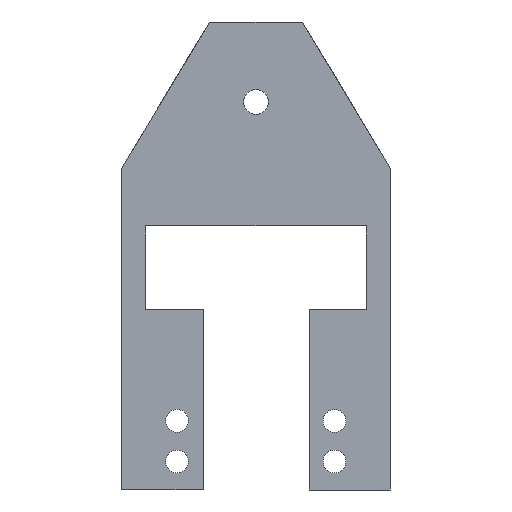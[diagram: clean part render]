
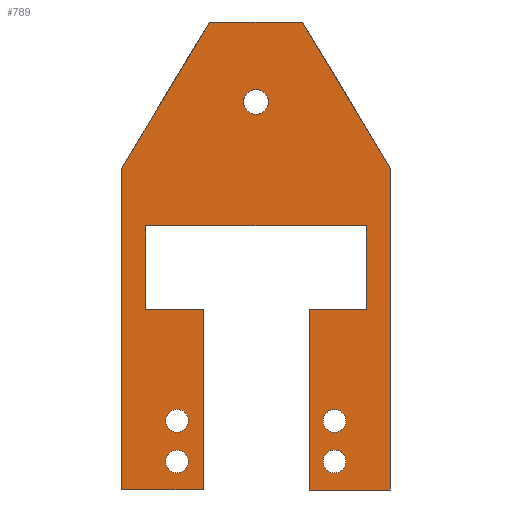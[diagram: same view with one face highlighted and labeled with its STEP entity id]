
A CAD part, front view. The second image highlights one B-rep face of the part: STEP entity #789.
In plain terms, the highlighted planar face has unit normal (0, -1, 0).
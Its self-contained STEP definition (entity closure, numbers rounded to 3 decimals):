
#29=FACE_BOUND('',#113,.T.);
#30=FACE_BOUND('',#114,.T.);
#31=FACE_BOUND('',#115,.T.);
#32=FACE_BOUND('',#116,.T.);
#33=FACE_BOUND('',#117,.T.);
#52=CIRCLE('',#850,1.5);
#53=CIRCLE('',#851,1.4);
#54=CIRCLE('',#852,1.4);
#55=CIRCLE('',#853,1.4);
#56=CIRCLE('',#854,1.4);
#72=FACE_OUTER_BOUND('',#112,.T.);
#112=EDGE_LOOP('',(#541,#542,#543,#544,#545,#546,#547,#548,#549,#550,#551,
#552,#553,#554));
#113=EDGE_LOOP('',(#555));
#114=EDGE_LOOP('',(#556));
#115=EDGE_LOOP('',(#557));
#116=EDGE_LOOP('',(#558));
#117=EDGE_LOOP('',(#559));
#174=LINE('',#1129,#263);
#178=LINE('',#1137,#267);
#179=LINE('',#1139,#268);
#180=LINE('',#1141,#269);
#181=LINE('',#1143,#270);
#182=LINE('',#1145,#271);
#183=LINE('',#1147,#272);
#184=LINE('',#1149,#273);
#185=LINE('',#1151,#274);
#186=LINE('',#1153,#275);
#187=LINE('',#1155,#276);
#188=LINE('',#1157,#277);
#189=LINE('',#1159,#278);
#190=LINE('',#1160,#279);
#263=VECTOR('',#914,10.);
#267=VECTOR('',#920,10.);
#268=VECTOR('',#921,10.);
#269=VECTOR('',#922,10.);
#270=VECTOR('',#923,10.);
#271=VECTOR('',#924,10.);
#272=VECTOR('',#925,10.);
#273=VECTOR('',#926,10.);
#274=VECTOR('',#927,10.);
#275=VECTOR('',#928,10.);
#276=VECTOR('',#929,10.);
#277=VECTOR('',#930,10.);
#278=VECTOR('',#931,10.);
#279=VECTOR('',#932,10.);
#352=VERTEX_POINT('',#1127);
#353=VERTEX_POINT('',#1128);
#356=VERTEX_POINT('',#1136);
#357=VERTEX_POINT('',#1138);
#358=VERTEX_POINT('',#1140);
#359=VERTEX_POINT('',#1142);
#360=VERTEX_POINT('',#1144);
#361=VERTEX_POINT('',#1146);
#362=VERTEX_POINT('',#1148);
#363=VERTEX_POINT('',#1150);
#364=VERTEX_POINT('',#1152);
#365=VERTEX_POINT('',#1154);
#366=VERTEX_POINT('',#1156);
#367=VERTEX_POINT('',#1158);
#368=VERTEX_POINT('',#1161);
#369=VERTEX_POINT('',#1163);
#370=VERTEX_POINT('',#1165);
#371=VERTEX_POINT('',#1167);
#372=VERTEX_POINT('',#1169);
#426=EDGE_CURVE('',#352,#353,#174,.T.);
#430=EDGE_CURVE('',#353,#356,#178,.T.);
#431=EDGE_CURVE('',#356,#357,#179,.T.);
#432=EDGE_CURVE('',#357,#358,#180,.T.);
#433=EDGE_CURVE('',#358,#359,#181,.T.);
#434=EDGE_CURVE('',#359,#360,#182,.T.);
#435=EDGE_CURVE('',#360,#361,#183,.T.);
#436=EDGE_CURVE('',#361,#362,#184,.T.);
#437=EDGE_CURVE('',#362,#363,#185,.T.);
#438=EDGE_CURVE('',#363,#364,#186,.T.);
#439=EDGE_CURVE('',#364,#365,#187,.T.);
#440=EDGE_CURVE('',#366,#365,#188,.T.);
#441=EDGE_CURVE('',#367,#366,#189,.T.);
#442=EDGE_CURVE('',#352,#367,#190,.T.);
#443=EDGE_CURVE('',#368,#368,#52,.T.);
#444=EDGE_CURVE('',#369,#369,#53,.T.);
#445=EDGE_CURVE('',#370,#370,#54,.T.);
#446=EDGE_CURVE('',#371,#371,#55,.T.);
#447=EDGE_CURVE('',#372,#372,#56,.T.);
#541=ORIENTED_EDGE('',*,*,#426,.T.);
#542=ORIENTED_EDGE('',*,*,#430,.T.);
#543=ORIENTED_EDGE('',*,*,#431,.T.);
#544=ORIENTED_EDGE('',*,*,#432,.T.);
#545=ORIENTED_EDGE('',*,*,#433,.T.);
#546=ORIENTED_EDGE('',*,*,#434,.T.);
#547=ORIENTED_EDGE('',*,*,#435,.T.);
#548=ORIENTED_EDGE('',*,*,#436,.T.);
#549=ORIENTED_EDGE('',*,*,#437,.T.);
#550=ORIENTED_EDGE('',*,*,#438,.T.);
#551=ORIENTED_EDGE('',*,*,#439,.T.);
#552=ORIENTED_EDGE('',*,*,#440,.F.);
#553=ORIENTED_EDGE('',*,*,#441,.F.);
#554=ORIENTED_EDGE('',*,*,#442,.F.);
#555=ORIENTED_EDGE('',*,*,#443,.T.);
#556=ORIENTED_EDGE('',*,*,#444,.T.);
#557=ORIENTED_EDGE('',*,*,#445,.T.);
#558=ORIENTED_EDGE('',*,*,#446,.T.);
#559=ORIENTED_EDGE('',*,*,#447,.T.);
#760=PLANE('',#849);
#789=ADVANCED_FACE('',(#72,#29,#30,#31,#32,#33),#760,.F.);
#849=AXIS2_PLACEMENT_3D('',#1135,#918,#919);
#850=AXIS2_PLACEMENT_3D('',#1162,#933,#934);
#851=AXIS2_PLACEMENT_3D('',#1164,#935,#936);
#852=AXIS2_PLACEMENT_3D('',#1166,#937,#938);
#853=AXIS2_PLACEMENT_3D('',#1168,#939,#940);
#854=AXIS2_PLACEMENT_3D('',#1170,#941,#942);
#914=DIRECTION('',(-1.,0.,0.));
#918=DIRECTION('center_axis',(0.,1.,0.));
#919=DIRECTION('ref_axis',(0.,0.,1.));
#920=DIRECTION('',(-0.514,0.,-0.857));
#921=DIRECTION('',(0.,0.,-1.));
#922=DIRECTION('',(1.,0.,0.));
#923=DIRECTION('',(0.,0.,1.));
#924=DIRECTION('',(-1.,0.,0.));
#925=DIRECTION('',(0.,0.,1.));
#926=DIRECTION('',(1.,0.,0.));
#927=DIRECTION('',(0.,0.,-1.));
#928=DIRECTION('',(-1.,0.,0.));
#929=DIRECTION('',(0.,0.,-1.));
#930=DIRECTION('',(-1.,0.,0.));
#931=DIRECTION('',(0.,0.,-1.));
#932=DIRECTION('',(0.514,0.,-0.857));
#933=DIRECTION('center_axis',(0.,1.,0.));
#934=DIRECTION('ref_axis',(1.,0.,0.));
#935=DIRECTION('center_axis',(0.,1.,0.));
#936=DIRECTION('ref_axis',(1.,0.,0.));
#937=DIRECTION('center_axis',(0.,1.,0.));
#938=DIRECTION('ref_axis',(1.,0.,0.));
#939=DIRECTION('center_axis',(0.,1.,0.));
#940=DIRECTION('ref_axis',(1.,0.,0.));
#941=DIRECTION('center_axis',(0.,1.,0.));
#942=DIRECTION('ref_axis',(1.,0.,0.));
#1127=CARTESIAN_POINT('',(-1.751,-16.435,24.737));
#1128=CARTESIAN_POINT('',(-13.16,-16.435,24.737));
#1129=CARTESIAN_POINT('',(-6.494,-16.435,24.737));
#1135=CARTESIAN_POINT('Origin',(0.173,-16.435,-3.909));
#1136=CARTESIAN_POINT('',(-23.951,-16.435,6.753));
#1137=CARTESIAN_POINT('',(-10.951,-16.435,28.42));
#1138=CARTESIAN_POINT('',(-23.951,-16.435,-32.683));
#1139=CARTESIAN_POINT('',(-23.951,-16.435,6.753));
#1140=CARTESIAN_POINT('',(-13.93,-16.435,-32.683));
#1141=CARTESIAN_POINT('',(-22.456,-16.435,-32.683));
#1142=CARTESIAN_POINT('',(-13.93,-16.435,-10.581));
#1143=CARTESIAN_POINT('',(-13.93,-16.435,-3.87));
#1144=CARTESIAN_POINT('',(-20.956,-16.435,-10.581));
#1145=CARTESIAN_POINT('',(-10.229,-16.435,-10.581));
#1146=CARTESIAN_POINT('',(-20.956,-16.435,-0.281));
#1147=CARTESIAN_POINT('',(-20.956,-16.435,-7.245));
#1148=CARTESIAN_POINT('',(6.044,-16.435,-0.281));
#1149=CARTESIAN_POINT('',(3.109,-16.435,-0.281));
#1150=CARTESIAN_POINT('',(6.044,-16.435,-10.581));
#1151=CARTESIAN_POINT('',(6.044,-16.435,-7.245));
#1152=CARTESIAN_POINT('',(-0.93,-16.435,-10.581));
#1153=CARTESIAN_POINT('',(-10.229,-16.435,-10.581));
#1154=CARTESIAN_POINT('',(-0.93,-16.435,-32.683));
#1155=CARTESIAN_POINT('',(-0.93,-16.435,-19.155));
#1156=CARTESIAN_POINT('',(9.04,-16.435,-32.683));
#1157=CARTESIAN_POINT('',(7.544,-16.435,-32.683));
#1158=CARTESIAN_POINT('',(9.04,-16.435,6.753));
#1159=CARTESIAN_POINT('',(9.04,-16.435,6.753));
#1160=CARTESIAN_POINT('',(-3.96,-16.435,28.42));
#1161=CARTESIAN_POINT('',(-8.956,-16.435,14.92));
#1162=CARTESIAN_POINT('Origin',(-7.456,-16.435,14.92));
#1163=CARTESIAN_POINT('',(0.776,-16.435,-24.197));
#1164=CARTESIAN_POINT('Origin',(2.176,-16.435,-24.197));
#1165=CARTESIAN_POINT('',(-18.538,-16.435,-29.197));
#1166=CARTESIAN_POINT('Origin',(-17.138,-16.435,-29.197));
#1167=CARTESIAN_POINT('',(0.776,-16.435,-29.197));
#1168=CARTESIAN_POINT('Origin',(2.176,-16.435,-29.197));
#1169=CARTESIAN_POINT('',(-18.538,-16.435,-24.197));
#1170=CARTESIAN_POINT('Origin',(-17.138,-16.435,-24.197));
